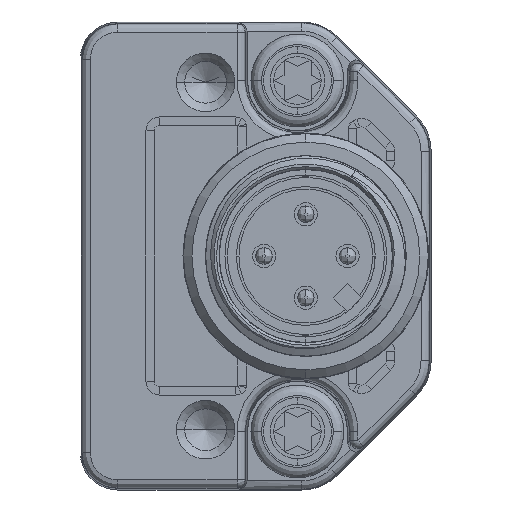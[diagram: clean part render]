
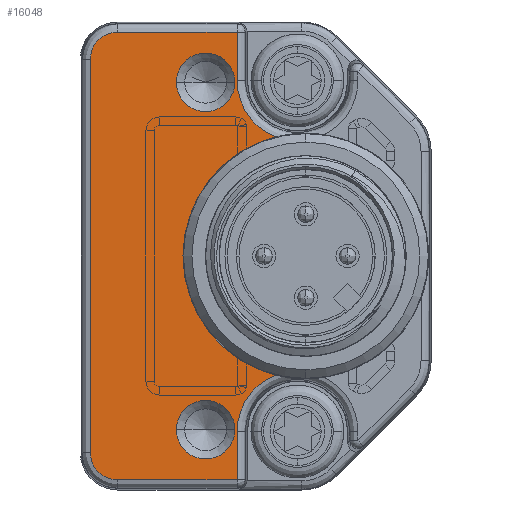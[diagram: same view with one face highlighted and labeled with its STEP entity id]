
A CAD part, left-side view. The second image highlights one B-rep face of the part: STEP entity #16048.
In plain terms, the highlighted planar face has unit normal (-1, 0, 0).
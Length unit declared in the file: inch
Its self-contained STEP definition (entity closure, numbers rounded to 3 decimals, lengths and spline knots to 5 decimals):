
#2056=CARTESIAN_POINT('',(-0.49213,0.31496,
-0.41339));
#2057=DIRECTION('',(1.,0.,0.));
#2058=DIRECTION('',(0.,1.,0.));
#2059=AXIS2_PLACEMENT_3D('',#2056,#2057,#2058);
#2061=DIRECTION('',(0.,0.,1.));
#2062=VECTOR('',#2061,0.11399);
#2063=CARTESIAN_POINT('',(-0.49213,0.45723,
-0.52737));
#2064=LINE('',#2063,#2062);
#2065=DIRECTION('',(0.,-1.,0.));
#2066=VECTOR('',#2065,0.28096);
#2067=CARTESIAN_POINT('',(-0.49213,0.73819,
-0.52737));
#2068=LINE('',#2067,#2066);
#2069=CARTESIAN_POINT('',(-0.49213,0.73819,
-0.4626));
#2070=DIRECTION('',(-1.,0.,0.));
#2071=DIRECTION('',(0.,1.,0.));
#2072=AXIS2_PLACEMENT_3D('',#2069,#2070,#2071);
#2074=DIRECTION('',(0.,0.,-1.));
#2075=VECTOR('',#2074,0.9252);
#2076=CARTESIAN_POINT('',(-0.49213,0.80296,
0.4626));
#2077=LINE('',#2076,#2075);
#2078=CARTESIAN_POINT('',(-0.49213,0.73819,
0.4626));
#2079=DIRECTION('',(-1.,0.,0.));
#2080=DIRECTION('',(0.,0.,1.));
#2081=AXIS2_PLACEMENT_3D('',#2078,#2079,#2080);
#2083=DIRECTION('',(0.,1.,0.));
#2084=VECTOR('',#2083,0.28096);
#2085=CARTESIAN_POINT('',(-0.49213,0.45723,
0.52737));
#2086=LINE('',#2085,#2084);
#2087=DIRECTION('',(0.,0.,1.));
#2088=VECTOR('',#2087,0.11399);
#2089=CARTESIAN_POINT('',(-0.49213,0.45723,
0.41339));
#2090=LINE('',#2089,#2088);
#2091=CARTESIAN_POINT('',(-0.49213,0.31496,
0.41339));
#2092=DIRECTION('',(1.,0.,0.));
#2093=DIRECTION('',(0.,0.359,-0.933));
#2094=AXIS2_PLACEMENT_3D('',#2091,#2092,#2093);
#2096=CARTESIAN_POINT('',(-0.49213,0.29528,0.));
#2097=DIRECTION('',(-1.,0.,0.));
#2098=DIRECTION('',(0.,0.244,0.97));
#2099=AXIS2_PLACEMENT_3D('',#2096,#2097,#2098);
#2101=CARTESIAN_POINT('',(-0.49213,0.5315,
-0.40915));
#2102=DIRECTION('',(1.,0.,0.));
#2103=DIRECTION('',(0.,1.,0.));
#2104=AXIS2_PLACEMENT_3D('',#2101,#2102,#2103);
#2106=CARTESIAN_POINT('',(-0.49213,0.5315,
-0.40915));
#2107=DIRECTION('',(1.,0.,0.));
#2108=DIRECTION('',(0.,-1.,0.));
#2109=AXIS2_PLACEMENT_3D('',#2106,#2107,#2108);
#2111=CARTESIAN_POINT('',(-0.49213,0.5315,
0.40915));
#2112=DIRECTION('',(1.,0.,0.));
#2113=DIRECTION('',(0.,1.,0.));
#2114=AXIS2_PLACEMENT_3D('',#2111,#2112,#2113);
#2116=CARTESIAN_POINT('',(-0.49213,0.5315,
0.40915));
#2117=DIRECTION('',(1.,0.,0.));
#2118=DIRECTION('',(0.,-1.,0.));
#2119=AXIS2_PLACEMENT_3D('',#2116,#2117,#2118);
#11779=CARTESIAN_POINT('',(-0.49213,0.80296,
-0.4626));
#11780=CARTESIAN_POINT('',(-0.49213,0.73819,
-0.52737));
#11781=VERTEX_POINT('',#11779);
#11782=VERTEX_POINT('',#11780);
#11787=CARTESIAN_POINT('',(-0.49213,0.80296,
0.4626));
#11788=VERTEX_POINT('',#11787);
#11791=CARTESIAN_POINT('',(-0.49213,0.73819,
0.52737));
#11792=VERTEX_POINT('',#11791);
#11815=CARTESIAN_POINT('',(-0.49213,0.60039,
-0.40915));
#11816=CARTESIAN_POINT('',(-0.49213,0.4626,
-0.40915));
#11817=VERTEX_POINT('',#11815);
#11818=VERTEX_POINT('',#11816);
#11823=CARTESIAN_POINT('',(-0.49213,0.60039,
0.40915));
#11824=CARTESIAN_POINT('',(-0.49213,0.4626,
0.40915));
#11825=VERTEX_POINT('',#11823);
#11826=VERTEX_POINT('',#11824);
#11859=CARTESIAN_POINT('',(-0.49213,0.45723,
-0.41339));
#11860=CARTESIAN_POINT('',(-0.49213,0.366,
-0.28059));
#11861=VERTEX_POINT('',#11859);
#11862=VERTEX_POINT('',#11860);
#11863=CARTESIAN_POINT('',(-0.49213,0.45723,
-0.52737));
#11864=VERTEX_POINT('',#11863);
#11887=CARTESIAN_POINT('',(-0.49213,0.366,
0.28059));
#11888=CARTESIAN_POINT('',(-0.49213,0.45723,
0.41339));
#11889=VERTEX_POINT('',#11887);
#11890=VERTEX_POINT('',#11888);
#11891=CARTESIAN_POINT('',(-0.49213,0.45723,
0.52737));
#11892=VERTEX_POINT('',#11891);
#16011=CARTESIAN_POINT('',(-0.49213,0.,0.));
#16012=DIRECTION('',(-1.,0.,0.));
#16013=DIRECTION('',(0.,0.,1.));
#16014=AXIS2_PLACEMENT_3D('',#16011,#16012,#16013);
#16015=PLANE('',#16014);
#16017=ORIENTED_EDGE('',*,*,#16016,.F.);
#16019=ORIENTED_EDGE('',*,*,#16018,.F.);
#16021=ORIENTED_EDGE('',*,*,#16020,.F.);
#16023=ORIENTED_EDGE('',*,*,#16022,.F.);
#16025=ORIENTED_EDGE('',*,*,#16024,.F.);
#16027=ORIENTED_EDGE('',*,*,#16026,.F.);
#16029=ORIENTED_EDGE('',*,*,#16028,.F.);
#16030=ORIENTED_EDGE('',*,*,#16002,.F.);
#16031=ORIENTED_EDGE('',*,*,#15962,.F.);
#16033=ORIENTED_EDGE('',*,*,#16032,.T.);
#16034=EDGE_LOOP('',(#16017,#16019,#16021,#16023,#16025,#16027,#16029,#16030,
#16031,#16033));
#16035=FACE_OUTER_BOUND('',#16034,.F.);
#16037=ORIENTED_EDGE('',*,*,#16036,.F.);
#16039=ORIENTED_EDGE('',*,*,#16038,.F.);
#16040=EDGE_LOOP('',(#16037,#16039));
#16041=FACE_BOUND('',#16040,.F.);
#16043=ORIENTED_EDGE('',*,*,#16042,.F.);
#16045=ORIENTED_EDGE('',*,*,#16044,.F.);
#16046=EDGE_LOOP('',(#16043,#16045));
#16047=FACE_BOUND('',#16046,.F.);
#16048=ADVANCED_FACE('',(#16035,#16041,#16047),#16015,.T.);
#2060=CIRCLE('',#2059,0.14227);
#2073=CIRCLE('',#2072,0.06477);
#2082=CIRCLE('',#2081,0.06477);
#2095=CIRCLE('',#2094,0.14227);
#2100=CIRCLE('',#2099,0.28937);
#2105=CIRCLE('',#2104,0.0689);
#2110=CIRCLE('',#2109,0.0689);
#2115=CIRCLE('',#2114,0.0689);
#2120=CIRCLE('',#2119,0.0689);
#15962=EDGE_CURVE('',#11889,#11890,#2095,.T.);
#16002=EDGE_CURVE('',#11890,#11892,#2090,.T.);
#16016=EDGE_CURVE('',#11861,#11862,#2060,.T.);
#16018=EDGE_CURVE('',#11864,#11861,#2064,.T.);
#16020=EDGE_CURVE('',#11782,#11864,#2068,.T.);
#16022=EDGE_CURVE('',#11781,#11782,#2073,.T.);
#16024=EDGE_CURVE('',#11788,#11781,#2077,.T.);
#16026=EDGE_CURVE('',#11792,#11788,#2082,.T.);
#16028=EDGE_CURVE('',#11892,#11792,#2086,.T.);
#16032=EDGE_CURVE('',#11889,#11862,#2100,.T.);
#16036=EDGE_CURVE('',#11817,#11818,#2105,.T.);
#16038=EDGE_CURVE('',#11818,#11817,#2110,.T.);
#16042=EDGE_CURVE('',#11825,#11826,#2115,.T.);
#16044=EDGE_CURVE('',#11826,#11825,#2120,.T.);
